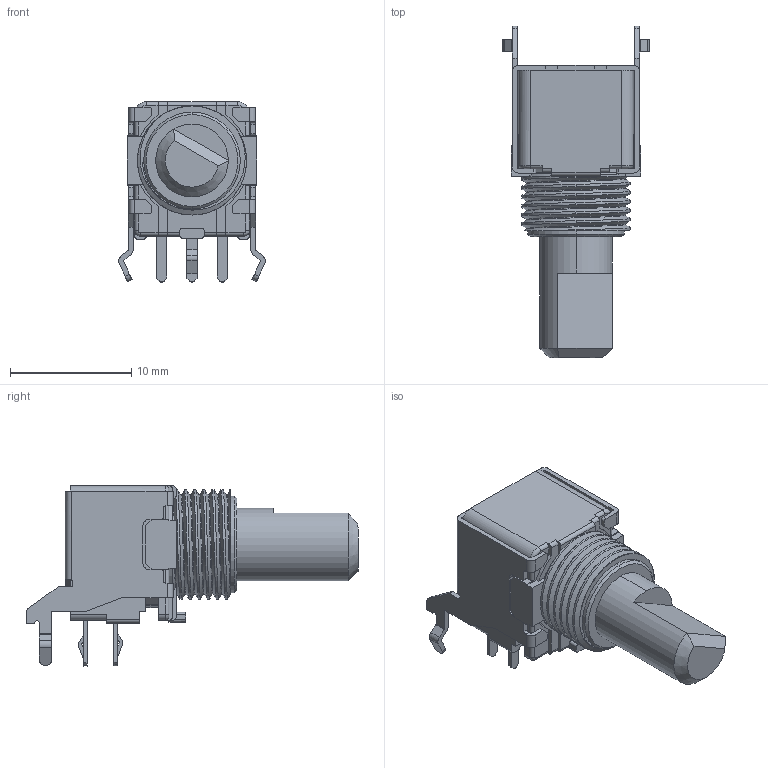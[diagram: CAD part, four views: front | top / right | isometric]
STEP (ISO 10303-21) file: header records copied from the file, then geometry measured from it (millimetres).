
FILE_DESCRIPTION (( 'STEP AP214' ), '1' );
FILE_NAME ('User Library-RK09L.STEP', '2021-04-03T17:08:03', ( '' ), ( '' ), 'SwSTEP 2.0', 'SolidWorks 2020', '' );
FILE_SCHEMA (( 'AUTOMOTIVE_DESIGN' ));
Length unit declared in the file: millimetre
Products named in the file (1): User Library-RK09L
Bounding box: 12.1 x 27.4 x 14.9 mm (x, y, z)
Volume: 1528.3 mm3; surface area: 1412 mm2
Topology: 1 solids, 1 shells, 342 faces, 988 edges, 650 vertices
Faces by surface type: plane 206, cylinder 120, bspline 9, torus 4, cone 3
Entity records: 17196 total; most frequent: CARTESIAN_POINT 4374, ORIENTED_EDGE 1976, DIRECTION 1818, EDGE_CURVE 988, VECTOR 690, LINE 690, VERTEX_POINT 650, AXIS2_PLACEMENT_3D 564
